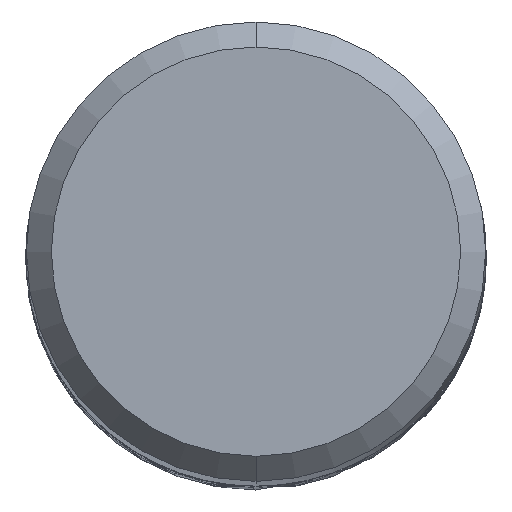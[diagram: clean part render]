
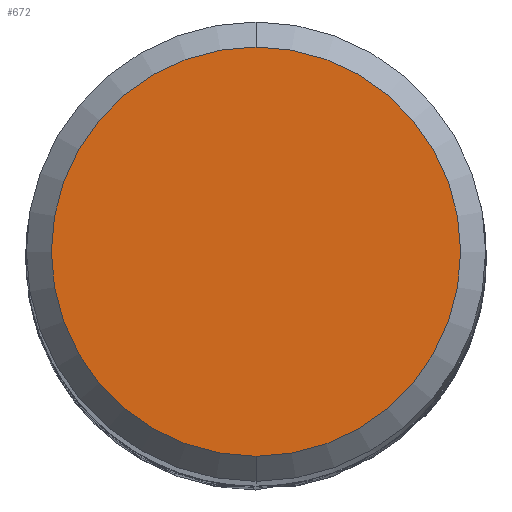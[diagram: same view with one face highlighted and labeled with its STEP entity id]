
A CAD part, top view. The second image highlights one B-rep face of the part: STEP entity #672.
In plain terms, the highlighted planar face has unit normal (0, 0, 1).
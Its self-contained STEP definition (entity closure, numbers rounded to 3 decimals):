
#542=VERTEX_POINT('',#1151);
#608=EDGE_CURVE('',#752,#542,#1224,.T.);
#672=ADVANCED_FACE('',(#1295),#1296,.T.);
#680=EDGE_CURVE('',#542,#752,#1305,.T.);
#752=VERTEX_POINT('',#1387);
#1151=CARTESIAN_POINT('',(0.0,4.9,0.0));
#1224=CIRCLE('',#3169,4.9);
#1295=FACE_OUTER_BOUND('',#3989,.T.);
#1296=PLANE('',#3990);
#1305=CIRCLE('',#4038,4.9);
#1387=CARTESIAN_POINT('',(0.,-4.9,0.0));
#3169=AXIS2_PLACEMENT_3D('',#6475,#6476,#6477);
#3989=EDGE_LOOP('',(#6573,#6574));
#3990=AXIS2_PLACEMENT_3D('',#6575,#6576,#6577);
#4038=AXIS2_PLACEMENT_3D('',#6589,#6590,#6591);
#6475=CARTESIAN_POINT('',(0.0,0.0,0.0));
#6476=DIRECTION('',(0.0,0.0,-1.0));
#6477=DIRECTION('',(0.0,1.0,0.0));
#6573=ORIENTED_EDGE('',*,*,#680,.F.);
#6574=ORIENTED_EDGE('',*,*,#608,.F.);
#6575=CARTESIAN_POINT('',(0.0,2.45,0.0));
#6576=DIRECTION('',(-0.0,0.0,1.0));
#6577=DIRECTION('',(0.0,-1.0,0.0));
#6589=CARTESIAN_POINT('',(0.0,0.0,0.0));
#6590=DIRECTION('',(0.0,0.0,-1.0));
#6591=DIRECTION('',(0.0,1.0,0.0));
